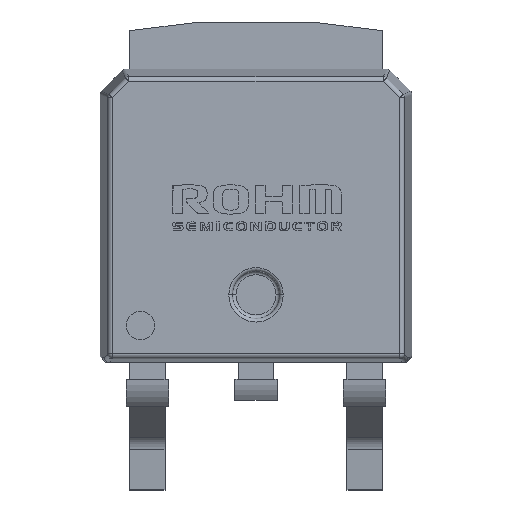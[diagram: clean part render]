
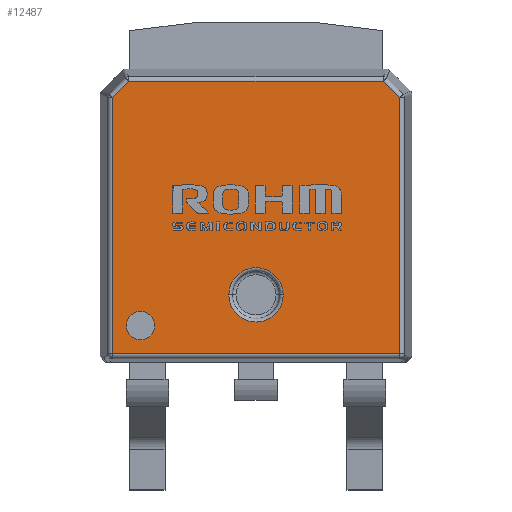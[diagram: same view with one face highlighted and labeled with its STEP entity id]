
A CAD part, top view. The second image highlights one B-rep face of the part: STEP entity #12487.
In plain terms, the highlighted planar face has unit normal (0, 0, 1).
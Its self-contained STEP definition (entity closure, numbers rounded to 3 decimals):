
#330 = ORIENTED_EDGE ( 'NONE', *, *, #7891, .T. ) ;
#640 = PLANE ( 'NONE',  #15410 ) ;
#878 = FACE_OUTER_BOUND ( 'NONE', #6021, .T. ) ;
#1722 = DIRECTION ( 'NONE',  ( 0., 0., 1. ) ) ;
#2082 = LINE ( 'NONE', #7063, #14927 ) ;
#2228 = VERTEX_POINT ( 'NONE', #14314 ) ;
#2262 = EDGE_CURVE ( 'NONE', #11093, #11189, #4933, .T. ) ;
#2282 = ORIENTED_EDGE ( 'NONE', *, *, #8331, .T. ) ;
#2332 = LINE ( 'NONE', #10885, #9894 ) ;
#2764 = EDGE_CURVE ( 'NONE', #2228, #2955, #15112, .T. ) ;
#2955 = VERTEX_POINT ( 'NONE', #12431 ) ;
#2958 = VERTEX_POINT ( 'NONE', #5046 ) ;
#3001 = CIRCLE ( 'NONE', #4839, 0.3 ) ;
#3013 = DIRECTION ( 'NONE',  ( 1., 0., 0. ) ) ;
#3123 = CARTESIAN_POINT ( 'NONE',  ( -3.042, 2.493, 2.5 ) ) ;
#3330 = DIRECTION ( 'NONE',  ( 1., 0., 0. ) ) ;
#3930 = AXIS2_PLACEMENT_3D ( 'NONE', #7002, #4410, #3013 ) ;
#4205 = CARTESIAN_POINT ( 'NONE',  ( -3.042, -2.926, 2.5 ) ) ;
#4241 = DIRECTION ( 'NONE',  ( 0., 1., 0. ) ) ;
#4395 = ORIENTED_EDGE ( 'NONE', *, *, #13872, .T. ) ;
#4410 = DIRECTION ( 'NONE',  ( 0., 0., -1. ) ) ;
#4707 = LINE ( 'NONE', #7134, #16009 ) ;
#4839 = AXIS2_PLACEMENT_3D ( 'NONE', #6868, #1722, #15469 ) ;
#4933 = LINE ( 'NONE', #14630, #6818 ) ;
#5018 = ORIENTED_EDGE ( 'NONE', *, *, #2262, .T. ) ;
#5046 = CARTESIAN_POINT ( 'NONE',  ( 2.693, 2.842, 2.5 ) ) ;
#5228 = EDGE_CURVE ( 'NONE', #2955, #2228, #3001, .T. ) ;
#5339 = CARTESIAN_POINT ( 'NONE',  ( -0.575, -1.676, 2.5 ) ) ;
#5344 = CARTESIAN_POINT ( 'NONE',  ( -2.693, 2.842, 2.5 ) ) ;
#5676 = DIRECTION ( 'NONE',  ( -0.707, 0.707, 0. ) ) ;
#5779 = DIRECTION ( 'NONE',  ( 0., 0., -1. ) ) ;
#5903 = DIRECTION ( 'NONE',  ( 0., 0., 1. ) ) ;
#6003 = ORIENTED_EDGE ( 'NONE', *, *, #2764, .F. ) ;
#6021 = EDGE_LOOP ( 'NONE', ( #5018, #4395, #2282, #8869, #11571, #13091 ) ) ;
#6327 = VERTEX_POINT ( 'NONE', #12218 ) ;
#6553 = EDGE_CURVE ( 'NONE', #2958, #11093, #2332, .T. ) ;
#6722 = LINE ( 'NONE', #10285, #14442 ) ;
#6818 = VECTOR ( 'NONE', #9690, 1000. ) ;
#6868 = CARTESIAN_POINT ( 'NONE',  ( -2.442, -2.326, 2.5 ) ) ;
#7002 = CARTESIAN_POINT ( 'NONE',  ( 0., -1.676, 2.5 ) ) ;
#7063 = CARTESIAN_POINT ( 'NONE',  ( -3.042, 0., 2.5 ) ) ;
#7134 = CARTESIAN_POINT ( 'NONE',  ( 2.768, 2.768, 2.5 ) ) ;
#7891 = EDGE_CURVE ( 'NONE', #12354, #6327, #9615, .T. ) ;
#8244 = CARTESIAN_POINT ( 'NONE',  ( 3.042, 2.493, 2.5 ) ) ;
#8331 = EDGE_CURVE ( 'NONE', #10338, #15888, #6722, .T. ) ;
#8519 = VERTEX_POINT ( 'NONE', #8244 ) ;
#8669 = VECTOR ( 'NONE', #4241, 1000. ) ;
#8869 = ORIENTED_EDGE ( 'NONE', *, *, #15756, .T. ) ;
#9166 = DIRECTION ( 'NONE',  ( 0., -1., 0. ) ) ;
#9276 = AXIS2_PLACEMENT_3D ( 'NONE', #10557, #5779, #3330 ) ;
#9288 = CARTESIAN_POINT ( 'NONE',  ( 0., 0., 2.5 ) ) ;
#9615 = CIRCLE ( 'NONE', #3930, 0.575 ) ;
#9630 = EDGE_LOOP ( 'NONE', ( #14032, #330 ) ) ;
#9690 = DIRECTION ( 'NONE',  ( -0.707, -0.707, 0. ) ) ;
#9714 = ORIENTED_EDGE ( 'NONE', *, *, #5228, .F. ) ;
#9894 = VECTOR ( 'NONE', #13567, 1000. ) ;
#10285 = CARTESIAN_POINT ( 'NONE',  ( 0., -2.926, 2.5 ) ) ;
#10338 = VERTEX_POINT ( 'NONE', #4205 ) ;
#10557 = CARTESIAN_POINT ( 'NONE',  ( 0., -1.676, 2.5 ) ) ;
#10629 = DIRECTION ( 'NONE',  ( 1., 0., 0. ) ) ;
#10712 = CARTESIAN_POINT ( 'NONE',  ( -2.442, -2.326, 2.5 ) ) ;
#10882 = EDGE_CURVE ( 'NONE', #8519, #2958, #4707, .T. ) ;
#10885 = CARTESIAN_POINT ( 'NONE',  ( 0., 2.842, 2.5 ) ) ;
#11093 = VERTEX_POINT ( 'NONE', #5344 ) ;
#11189 = VERTEX_POINT ( 'NONE', #3123 ) ;
#11571 = ORIENTED_EDGE ( 'NONE', *, *, #10882, .T. ) ;
#12010 = EDGE_CURVE ( 'NONE', #6327, #12354, #12933, .T. ) ;
#12218 = CARTESIAN_POINT ( 'NONE',  ( 0.575, -1.676, 2.5 ) ) ;
#12354 = VERTEX_POINT ( 'NONE', #5339 ) ;
#12431 = CARTESIAN_POINT ( 'NONE',  ( -2.742, -2.326, 2.5 ) ) ;
#12487 = ADVANCED_FACE ( 'NONE', ( #12970, #13129, #878 ), #640, .T. ) ;
#12933 = CIRCLE ( 'NONE', #9276, 0.575 ) ;
#12970 = FACE_BOUND ( 'NONE', #9630, .T. ) ;
#13091 = ORIENTED_EDGE ( 'NONE', *, *, #6553, .T. ) ;
#13129 = FACE_BOUND ( 'NONE', #13681, .T. ) ;
#13290 = DIRECTION ( 'NONE',  ( 1., 0., 0. ) ) ;
#13567 = DIRECTION ( 'NONE',  ( -1., 0., 0. ) ) ;
#13681 = EDGE_LOOP ( 'NONE', ( #6003, #9714 ) ) ;
#13872 = EDGE_CURVE ( 'NONE', #11189, #10338, #2082, .T. ) ;
#14032 = ORIENTED_EDGE ( 'NONE', *, *, #12010, .T. ) ;
#14128 = CARTESIAN_POINT ( 'NONE',  ( 3.042, 0., 2.5 ) ) ;
#14281 = DIRECTION ( 'NONE',  ( 0., 0., 1. ) ) ;
#14314 = CARTESIAN_POINT ( 'NONE',  ( -2.142, -2.326, 2.5 ) ) ;
#14364 = CARTESIAN_POINT ( 'NONE',  ( 3.042, -2.926, 2.5 ) ) ;
#14442 = VECTOR ( 'NONE', #15238, 1000. ) ;
#14630 = CARTESIAN_POINT ( 'NONE',  ( -2.768, 2.768, 2.5 ) ) ;
#14927 = VECTOR ( 'NONE', #9166, 1000. ) ;
#15112 = CIRCLE ( 'NONE', #15373, 0.3 ) ;
#15198 = LINE ( 'NONE', #14128, #8669 ) ;
#15238 = DIRECTION ( 'NONE',  ( 1., 0., 0. ) ) ;
#15373 = AXIS2_PLACEMENT_3D ( 'NONE', #10712, #14281, #10629 ) ;
#15410 = AXIS2_PLACEMENT_3D ( 'NONE', #9288, #5903, #13290 ) ;
#15469 = DIRECTION ( 'NONE',  ( 1., 0., 0. ) ) ;
#15756 = EDGE_CURVE ( 'NONE', #15888, #8519, #15198, .T. ) ;
#15888 = VERTEX_POINT ( 'NONE', #14364 ) ;
#16009 = VECTOR ( 'NONE', #5676, 1000. ) ;
